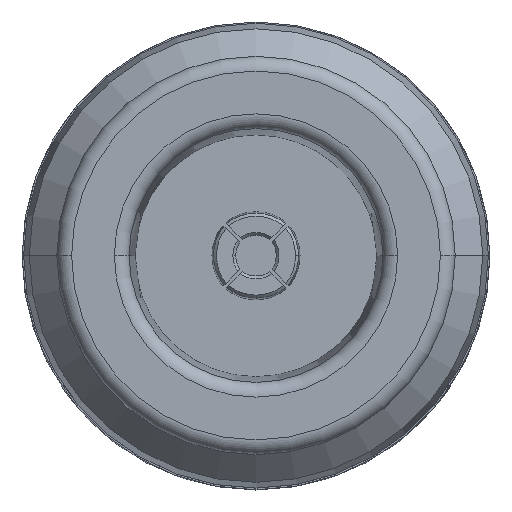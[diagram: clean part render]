
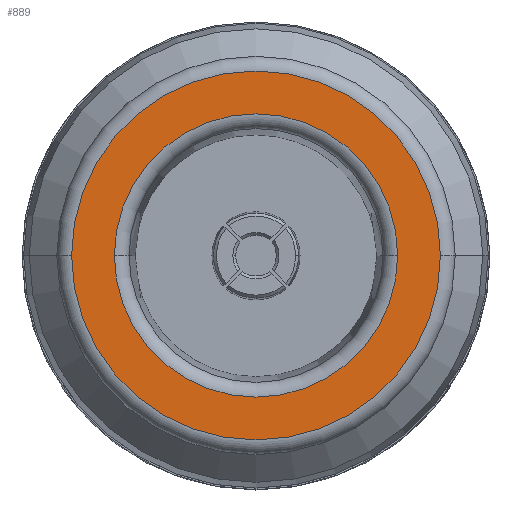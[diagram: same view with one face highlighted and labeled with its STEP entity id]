
A CAD part, top view. The second image highlights one B-rep face of the part: STEP entity #889.
In plain terms, the highlighted planar face has unit normal (0, 0, 1).
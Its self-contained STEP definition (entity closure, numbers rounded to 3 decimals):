
#92 = CARTESIAN_POINT ( 'NONE',  ( -6.25, 0., 0. ) ) ;
#215 = EDGE_CURVE ( 'NONE', #3489, #2510, #510, .T. ) ;
#419 = CARTESIAN_POINT ( 'NONE',  ( 4.8, 0., 0. ) ) ;
#452 = AXIS2_PLACEMENT_3D ( 'NONE', #949, #938, #935 ) ;
#510 = CIRCLE ( 'NONE', #3313, 6.25 ) ;
#889 = ADVANCED_FACE ( 'NONE', ( #2646, #2604 ), #3462, .F. ) ;
#935 = DIRECTION ( 'NONE',  ( -1., 0., 0. ) ) ;
#938 = DIRECTION ( 'NONE',  ( 0., 0., 1. ) ) ;
#949 = CARTESIAN_POINT ( 'NONE',  ( 0., 0., 0. ) ) ;
#1060 = DIRECTION ( 'NONE',  ( 1., 0., 0. ) ) ;
#1094 = DIRECTION ( 'NONE',  ( 0., 0., 1. ) ) ;
#1114 = CARTESIAN_POINT ( 'NONE',  ( 0., 0., 0. ) ) ;
#1183 = EDGE_LOOP ( 'NONE', ( #1665, #1445 ) ) ;
#1293 = CIRCLE ( 'NONE', #452, 6.25 ) ;
#1431 = CIRCLE ( 'NONE', #4364, 4.8 ) ;
#1434 = EDGE_LOOP ( 'NONE', ( #3003, #3444 ) ) ;
#1445 = ORIENTED_EDGE ( 'NONE', *, *, #215, .T. ) ;
#1446 = CIRCLE ( 'NONE', #4265, 4.8 ) ;
#1610 = EDGE_CURVE ( 'NONE', #2510, #3489, #1293, .T. ) ;
#1665 = ORIENTED_EDGE ( 'NONE', *, *, #1610, .T. ) ;
#2084 = EDGE_CURVE ( 'NONE', #3722, #3025, #1446, .T. ) ;
#2506 = DIRECTION ( 'NONE',  ( -1., 0., 0. ) ) ;
#2508 = DIRECTION ( 'NONE',  ( 0., 0., 1. ) ) ;
#2510 = VERTEX_POINT ( 'NONE', #92 ) ;
#2519 = CARTESIAN_POINT ( 'NONE',  ( 0., 0., 0. ) ) ;
#2549 = CARTESIAN_POINT ( 'NONE',  ( -4.8, 0., 0. ) ) ;
#2596 = DIRECTION ( 'NONE',  ( 1., 0., 0. ) ) ;
#2604 = FACE_BOUND ( 'NONE', #1434, .T. ) ;
#2646 = FACE_OUTER_BOUND ( 'NONE', #1183, .T. ) ;
#2773 = EDGE_CURVE ( 'NONE', #3025, #3722, #1431, .T. ) ;
#2906 = DIRECTION ( 'NONE',  ( 0., 0., 1. ) ) ;
#2921 = CARTESIAN_POINT ( 'NONE',  ( 0., 0., 0. ) ) ;
#3003 = ORIENTED_EDGE ( 'NONE', *, *, #2773, .F. ) ;
#3025 = VERTEX_POINT ( 'NONE', #419 ) ;
#3313 = AXIS2_PLACEMENT_3D ( 'NONE', #2519, #2508, #2506 ) ;
#3328 = DIRECTION ( 'NONE',  ( -1., 0., 0. ) ) ;
#3333 = DIRECTION ( 'NONE',  ( 0., 0., -1. ) ) ;
#3338 = CARTESIAN_POINT ( 'NONE',  ( 0., 0., 0. ) ) ;
#3428 = AXIS2_PLACEMENT_3D ( 'NONE', #3338, #3333, #3328 ) ;
#3444 = ORIENTED_EDGE ( 'NONE', *, *, #2084, .F. ) ;
#3462 = PLANE ( 'NONE',  #3428 ) ;
#3489 = VERTEX_POINT ( 'NONE', #4373 ) ;
#3722 = VERTEX_POINT ( 'NONE', #2549 ) ;
#4265 = AXIS2_PLACEMENT_3D ( 'NONE', #1114, #1094, #1060 ) ;
#4364 = AXIS2_PLACEMENT_3D ( 'NONE', #2921, #2906, #2596 ) ;
#4373 = CARTESIAN_POINT ( 'NONE',  ( 6.25, 0., 0. ) ) ;
